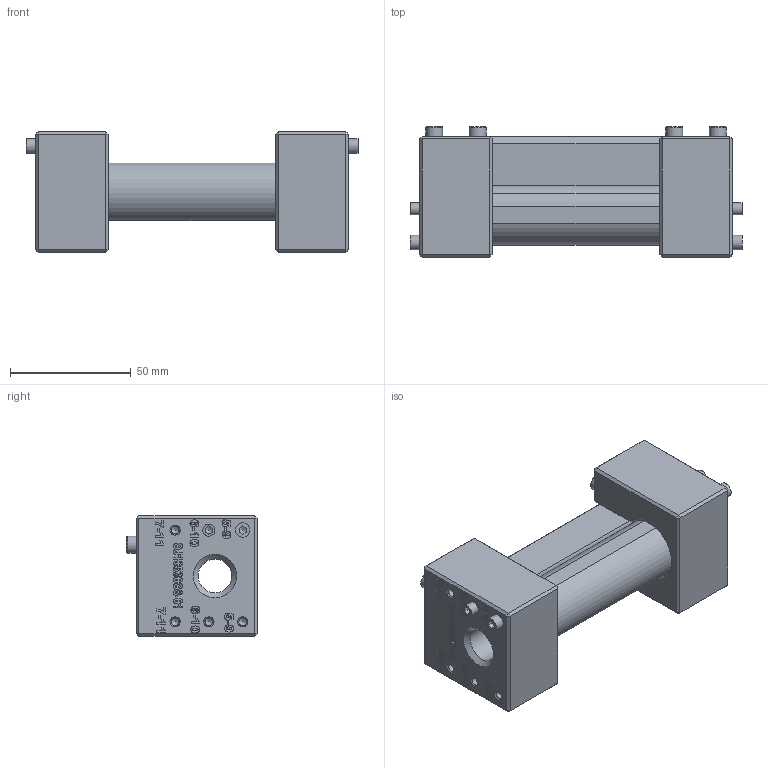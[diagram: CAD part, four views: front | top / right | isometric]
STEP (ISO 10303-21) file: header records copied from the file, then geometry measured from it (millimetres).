
FILE_DESCRIPTION(/* description */ (''),/* implementation_level */ '2;1');
FILE_NAME(/* name */ 'GJ10530GS-1.stp',/* time_stamp */ '2019-08-05T16:21:52+02:00',/* author */ ('DOMINIQUE'),/* organization */ (''),/* preprocessor_version */ 'ST-DEVELOPER v17.2',/* originating_system */ 'Autodesk Inventor 2019',/* authorisation */ '');
FILE_SCHEMA (('AUTOMOTIVE_DESIGN { 1 0 10303 214 3 1 1 }'));
Length unit declared in the file: millimetre
Products named in the file (6): GJ10530GS-1; 22840short; 23263; 04735; 23246; 23246_1
Assembly tree (11 placements, depth 2):
  GJ10530GS-1
    23263  x2
    04735  x4
    22840short
    23246  x2
    23246_1  x2
Bounding box: 137.5 x 54 x 50 mm (x, y, z)
Volume: 170871.6 mm3; surface area: 48790.3 mm2
Topology: 11 solids, 11 shells, 1095 faces, 2867 edges, 1889 vertices
Faces by surface type: plane 492, bspline 414, cylinder 81, cone 68, torus 36, sphere 4
Full cylindrical faces by diameter (mm): 3.242 x20, 4 x8, 5 x2, 6 x2, 7 x4, 14 x2, 14.1 x1, 21.5 x1
Entity records: 18594 total; most frequent: CARTESIAN_POINT 5926, ORIENTED_EDGE 2902, DIRECTION 1936, EDGE_CURVE 1451, VERTEX_POINT 958, LINE 804, VECTOR 804, EDGE_LOOP 627
